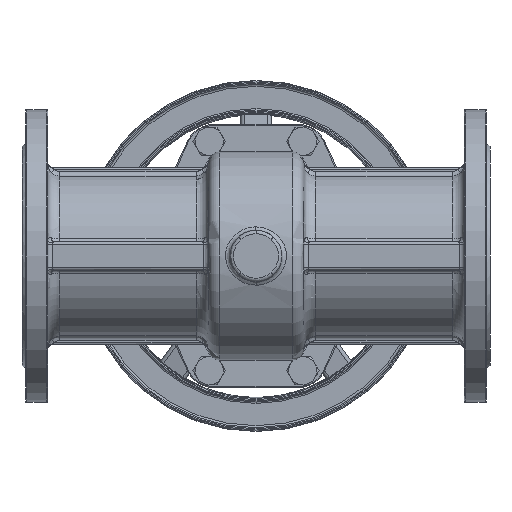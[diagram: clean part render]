
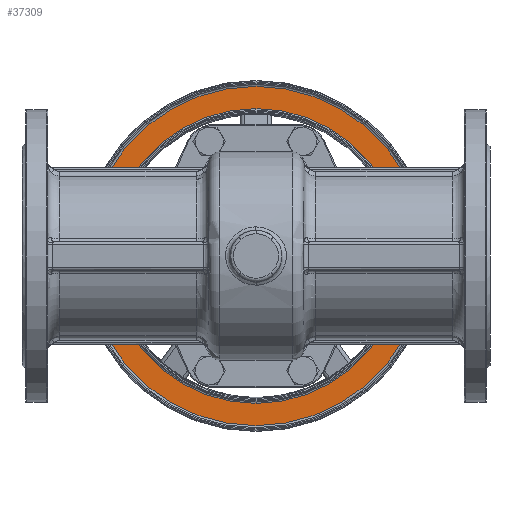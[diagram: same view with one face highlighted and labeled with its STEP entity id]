
A CAD part, front view. The second image highlights one B-rep face of the part: STEP entity #37309.
In plain terms, the highlighted planar face has unit normal (0, -1, 0).
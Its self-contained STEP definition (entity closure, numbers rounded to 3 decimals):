
#1160 = CARTESIAN_POINT ( 'NONE',  ( 145.004, 495., 0. ) ) ;
#8073 = AXIS2_PLACEMENT_3D ( 'NONE', #115736, #105953, #97838 ) ;
#10233 = CIRCLE ( 'NONE', #60132, 145.004 ) ;
#14046 = CARTESIAN_POINT ( 'NONE',  ( -126.001, 495., 0. ) ) ;
#22344 = AXIS2_PLACEMENT_3D ( 'NONE', #22823, #90654, #71502 ) ;
#22377 = ORIENTED_EDGE ( 'NONE', *, *, #84652, .F. ) ;
#22467 = EDGE_LOOP ( 'NONE', ( #63439, #46587 ) ) ;
#22823 = CARTESIAN_POINT ( 'NONE',  ( 126.001, 495., 0. ) ) ;
#25471 = CIRCLE ( 'NONE', #81757, 126.001 ) ;
#32164 = VERTEX_POINT ( 'NONE', #1160 ) ;
#37309 = ADVANCED_FACE ( 'NONE', ( #67898, #58687 ), #71071, .F. ) ;
#46587 = ORIENTED_EDGE ( 'NONE', *, *, #84471, .T. ) ;
#52062 = DIRECTION ( 'NONE',  ( 0., 1., 0. ) ) ;
#54158 = CARTESIAN_POINT ( 'NONE',  ( 126.001, 495., 0. ) ) ;
#57072 = EDGE_CURVE ( 'NONE', #90578, #119735, #25471, .T. ) ;
#58687 = FACE_BOUND ( 'NONE', #22467, .T. ) ;
#60132 = AXIS2_PLACEMENT_3D ( 'NONE', #60197, #52062, #79298 ) ;
#60197 = CARTESIAN_POINT ( 'NONE',  ( 0., 495., 0. ) ) ;
#63439 = ORIENTED_EDGE ( 'NONE', *, *, #57072, .T. ) ;
#64755 = CARTESIAN_POINT ( 'NONE',  ( 0., 495., 0. ) ) ;
#67898 = FACE_OUTER_BOUND ( 'NONE', #93692, .T. ) ;
#69160 = CIRCLE ( 'NONE', #69301, 126.001 ) ;
#69301 = AXIS2_PLACEMENT_3D ( 'NONE', #84729, #104702, #76577 ) ;
#71071 = PLANE ( 'NONE',  #22344 ) ;
#71502 = DIRECTION ( 'NONE',  ( -1., 0., 0. ) ) ;
#73632 = EDGE_CURVE ( 'NONE', #103783, #32164, #10233, .T. ) ;
#74057 = DIRECTION ( 'NONE',  ( -1., 0., 0. ) ) ;
#76577 = DIRECTION ( 'NONE',  ( -1., 0., 0. ) ) ;
#79298 = DIRECTION ( 'NONE',  ( -1., 0., 0. ) ) ;
#81757 = AXIS2_PLACEMENT_3D ( 'NONE', #64755, #84738, #74057 ) ;
#84471 = EDGE_CURVE ( 'NONE', #119735, #90578, #69160, .T. ) ;
#84652 = EDGE_CURVE ( 'NONE', #32164, #103783, #122426, .T. ) ;
#84729 = CARTESIAN_POINT ( 'NONE',  ( 0., 495., 0. ) ) ;
#84738 = DIRECTION ( 'NONE',  ( 0., 1., 0. ) ) ;
#90578 = VERTEX_POINT ( 'NONE', #14046 ) ;
#90654 = DIRECTION ( 'NONE',  ( 0., 1., 0. ) ) ;
#93692 = EDGE_LOOP ( 'NONE', ( #96716, #22377 ) ) ;
#96716 = ORIENTED_EDGE ( 'NONE', *, *, #73632, .F. ) ;
#97838 = DIRECTION ( 'NONE',  ( -1., 0., 0. ) ) ;
#103783 = VERTEX_POINT ( 'NONE', #119067 ) ;
#104702 = DIRECTION ( 'NONE',  ( 0., 1., 0. ) ) ;
#105953 = DIRECTION ( 'NONE',  ( 0., 1., 0. ) ) ;
#115736 = CARTESIAN_POINT ( 'NONE',  ( 0., 495., 0. ) ) ;
#119067 = CARTESIAN_POINT ( 'NONE',  ( -145.004, 495., 0. ) ) ;
#119735 = VERTEX_POINT ( 'NONE', #54158 ) ;
#122426 = CIRCLE ( 'NONE', #8073, 145.004 ) ;
